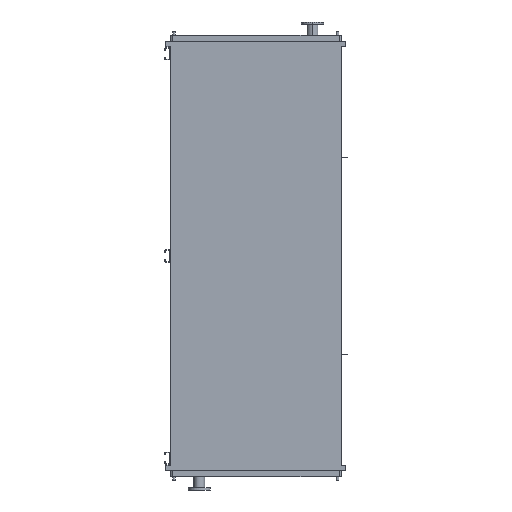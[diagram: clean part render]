
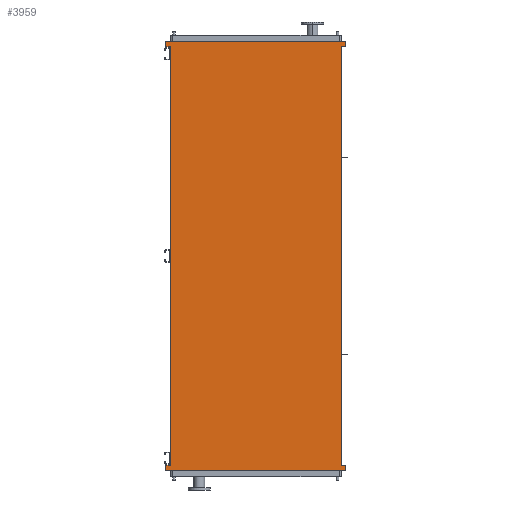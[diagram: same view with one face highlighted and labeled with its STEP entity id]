
A CAD part, front view. The second image highlights one B-rep face of the part: STEP entity #3959.
In plain terms, the highlighted planar face has unit normal (0, -1, 0).
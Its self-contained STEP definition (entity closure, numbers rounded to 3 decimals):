
#20 = EDGE_CURVE ( 'NONE', #5042, #10884, #14188, .T. ) ;
#25 = VERTEX_POINT ( 'NONE', #308 ) ;
#63 = CARTESIAN_POINT ( 'NONE',  ( 891., 0., -4093. ) ) ;
#308 = CARTESIAN_POINT ( 'NONE',  ( 891., 0., 95. ) ) ;
#385 = CARTESIAN_POINT ( 'NONE',  ( -891., 0., 95. ) ) ;
#509 = CARTESIAN_POINT ( 'NONE',  ( -845., 0., -4050. ) ) ;
#630 = CARTESIAN_POINT ( 'NONE',  ( 891., 0., -4093. ) ) ;
#1116 = ORIENTED_EDGE ( 'NONE', *, *, #1309, .F. ) ;
#1195 = VERTEX_POINT ( 'NONE', #2108 ) ;
#1207 = CARTESIAN_POINT ( 'NONE',  ( -891., 0., -4093. ) ) ;
#1309 = EDGE_CURVE ( 'NONE', #25, #7289, #7200, .T. ) ;
#1415 = VECTOR ( 'NONE', #3985, 1000. ) ;
#1591 = VECTOR ( 'NONE', #14715, 1000. ) ;
#1863 = CARTESIAN_POINT ( 'NONE',  ( 845., 0., 43. ) ) ;
#1971 = EDGE_CURVE ( 'NONE', #1195, #5042, #2516, .T. ) ;
#2081 = EDGE_CURVE ( 'NONE', #3476, #25, #9863, .T. ) ;
#2085 = LINE ( 'NONE', #1863, #14230 ) ;
#2103 = VECTOR ( 'NONE', #8577, 1000. ) ;
#2108 = CARTESIAN_POINT ( 'NONE',  ( 891., 0., -4145. ) ) ;
#2363 = CARTESIAN_POINT ( 'NONE',  ( -891., 0., 43. ) ) ;
#2368 = DIRECTION ( 'NONE',  ( -1., 0., 0. ) ) ;
#2516 = LINE ( 'NONE', #7326, #1415 ) ;
#2582 = LINE ( 'NONE', #10841, #13636 ) ;
#2650 = VERTEX_POINT ( 'NONE', #630 ) ;
#3008 = EDGE_CURVE ( 'NONE', #7289, #8435, #2085, .T. ) ;
#3209 = CARTESIAN_POINT ( 'NONE',  ( 845., 0., -4093. ) ) ;
#3276 = CARTESIAN_POINT ( 'NONE',  ( -891., 0., -4145. ) ) ;
#3417 = DIRECTION ( 'NONE',  ( 0., 0., -1. ) ) ;
#3476 = VERTEX_POINT ( 'NONE', #13419 ) ;
#3768 = CARTESIAN_POINT ( 'NONE',  ( -891., 0., -4145. ) ) ;
#3959 = ADVANCED_FACE ( 'NONE', ( #14459 ), #9844, .T. ) ;
#3985 = DIRECTION ( 'NONE',  ( -1., 0., 0. ) ) ;
#4339 = CARTESIAN_POINT ( 'NONE',  ( 891., 0., 43. ) ) ;
#4485 = VECTOR ( 'NONE', #7561, 1000. ) ;
#4528 = DIRECTION ( 'NONE',  ( 1., 0., 0. ) ) ;
#4567 = EDGE_CURVE ( 'NONE', #11700, #14055, #9401, .T. ) ;
#4685 = LINE ( 'NONE', #11559, #12407 ) ;
#4735 = CARTESIAN_POINT ( 'NONE',  ( 845., 0., 43. ) ) ;
#4749 = DIRECTION ( 'NONE',  ( 0., 0., 1. ) ) ;
#5042 = VERTEX_POINT ( 'NONE', #3276 ) ;
#5264 = VECTOR ( 'NONE', #4749, 1000. ) ;
#5315 = LINE ( 'NONE', #385, #4485 ) ;
#5540 = ORIENTED_EDGE ( 'NONE', *, *, #9208, .F. ) ;
#5707 = ORIENTED_EDGE ( 'NONE', *, *, #20, .F. ) ;
#5819 = CARTESIAN_POINT ( 'NONE',  ( 891., 0., 43. ) ) ;
#5848 = AXIS2_PLACEMENT_3D ( 'NONE', #509, #8920, #11219 ) ;
#5850 = LINE ( 'NONE', #63, #9515 ) ;
#6083 = ORIENTED_EDGE ( 'NONE', *, *, #14075, .F. ) ;
#6351 = ORIENTED_EDGE ( 'NONE', *, *, #10835, .F. ) ;
#6364 = VECTOR ( 'NONE', #2368, 1000. ) ;
#6463 = CARTESIAN_POINT ( 'NONE',  ( 891., 0., 95. ) ) ;
#6592 = ORIENTED_EDGE ( 'NONE', *, *, #3008, .F. ) ;
#7200 = LINE ( 'NONE', #5819, #8066 ) ;
#7289 = VERTEX_POINT ( 'NONE', #4339 ) ;
#7326 = CARTESIAN_POINT ( 'NONE',  ( 891., 0., -4145. ) ) ;
#7357 = ORIENTED_EDGE ( 'NONE', *, *, #8783, .F. ) ;
#7561 = DIRECTION ( 'NONE',  ( 0., 0., 1. ) ) ;
#8066 = VECTOR ( 'NONE', #3417, 1000. ) ;
#8435 = VERTEX_POINT ( 'NONE', #4735 ) ;
#8514 = VERTEX_POINT ( 'NONE', #10115 ) ;
#8577 = DIRECTION ( 'NONE',  ( 0., 0., 1. ) ) ;
#8783 = EDGE_CURVE ( 'NONE', #14055, #3476, #5315, .T. ) ;
#8920 = DIRECTION ( 'NONE',  ( 0., -1., 0. ) ) ;
#9208 = EDGE_CURVE ( 'NONE', #10884, #9382, #4685, .T. ) ;
#9382 = VERTEX_POINT ( 'NONE', #14248 ) ;
#9401 = LINE ( 'NONE', #14094, #6364 ) ;
#9477 = ORIENTED_EDGE ( 'NONE', *, *, #4567, .F. ) ;
#9515 = VECTOR ( 'NONE', #10620, 1000. ) ;
#9844 = PLANE ( 'NONE',  #5848 ) ;
#9863 = LINE ( 'NONE', #6463, #14950 ) ;
#10115 = CARTESIAN_POINT ( 'NONE',  ( 845., 0., -4093. ) ) ;
#10620 = DIRECTION ( 'NONE',  ( 0., 0., -1. ) ) ;
#10688 = DIRECTION ( 'NONE',  ( 0., 0., 1. ) ) ;
#10835 = EDGE_CURVE ( 'NONE', #9382, #11700, #14158, .T. ) ;
#10841 = CARTESIAN_POINT ( 'NONE',  ( 845., 0., -4050. ) ) ;
#10884 = VERTEX_POINT ( 'NONE', #1207 ) ;
#10999 = EDGE_CURVE ( 'NONE', #8514, #8435, #2582, .T. ) ;
#11219 = DIRECTION ( 'NONE',  ( 0., 0., -1. ) ) ;
#11559 = CARTESIAN_POINT ( 'NONE',  ( -891., 0., -4093. ) ) ;
#11700 = VERTEX_POINT ( 'NONE', #11810 ) ;
#11810 = CARTESIAN_POINT ( 'NONE',  ( -845., 0., 43. ) ) ;
#12345 = DIRECTION ( 'NONE',  ( -1., 0., 0. ) ) ;
#12361 = ORIENTED_EDGE ( 'NONE', *, *, #12849, .F. ) ;
#12407 = VECTOR ( 'NONE', #4528, 1000. ) ;
#12552 = DIRECTION ( 'NONE',  ( 1., 0., 0. ) ) ;
#12844 = CARTESIAN_POINT ( 'NONE',  ( -845., 0., -4050. ) ) ;
#12849 = EDGE_CURVE ( 'NONE', #8514, #2650, #13795, .T. ) ;
#13419 = CARTESIAN_POINT ( 'NONE',  ( -891., 0., 95. ) ) ;
#13636 = VECTOR ( 'NONE', #10688, 1000. ) ;
#13687 = ORIENTED_EDGE ( 'NONE', *, *, #2081, .F. ) ;
#13795 = LINE ( 'NONE', #3209, #1591 ) ;
#14055 = VERTEX_POINT ( 'NONE', #2363 ) ;
#14075 = EDGE_CURVE ( 'NONE', #2650, #1195, #5850, .T. ) ;
#14094 = CARTESIAN_POINT ( 'NONE',  ( -891., 0., 43. ) ) ;
#14126 = ORIENTED_EDGE ( 'NONE', *, *, #1971, .F. ) ;
#14158 = LINE ( 'NONE', #12844, #5264 ) ;
#14188 = LINE ( 'NONE', #3768, #2103 ) ;
#14220 = EDGE_LOOP ( 'NONE', ( #14976, #6592, #1116, #13687, #7357, #9477, #6351, #5540, #5707, #14126, #6083, #12361 ) ) ;
#14230 = VECTOR ( 'NONE', #12345, 1000. ) ;
#14248 = CARTESIAN_POINT ( 'NONE',  ( -845., 0., -4093. ) ) ;
#14459 = FACE_OUTER_BOUND ( 'NONE', #14220, .T. ) ;
#14715 = DIRECTION ( 'NONE',  ( 1., 0., 0. ) ) ;
#14950 = VECTOR ( 'NONE', #12552, 1000. ) ;
#14976 = ORIENTED_EDGE ( 'NONE', *, *, #10999, .T. ) ;
